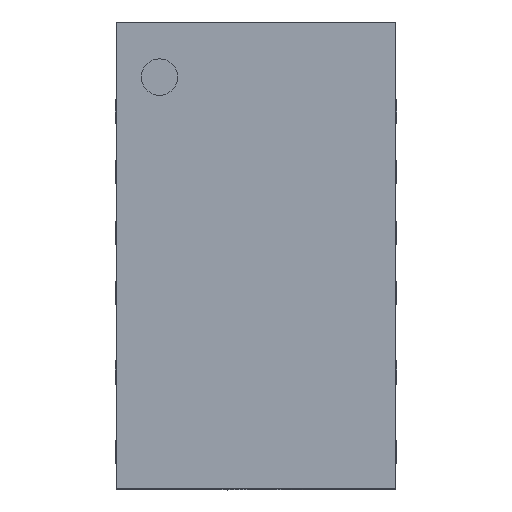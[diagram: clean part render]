
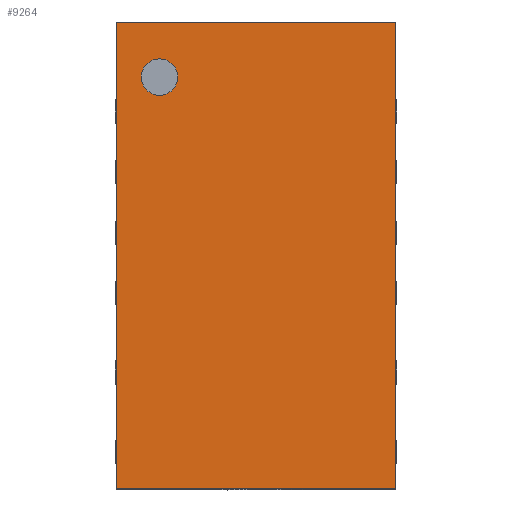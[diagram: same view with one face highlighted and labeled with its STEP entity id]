
A CAD part, top view. The second image highlights one B-rep face of the part: STEP entity #9264.
In plain terms, the highlighted planar face has unit normal (0, 0, 1).
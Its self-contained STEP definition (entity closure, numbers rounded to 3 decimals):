
#161 = VECTOR ( 'NONE', #9493, 1000. ) ;
#403 = CARTESIAN_POINT ( 'NONE',  ( -1.5, -2.5, 1.6 ) ) ;
#483 = LINE ( 'NONE', #403, #4392 ) ;
#554 = CARTESIAN_POINT ( 'NONE',  ( -1.035, 1.917, 1.6 ) ) ;
#590 = EDGE_CURVE ( 'NONE', #15336, #11001, #4144, .T. ) ;
#859 = LINE ( 'NONE', #14870, #161 ) ;
#1030 = LINE ( 'NONE', #2513, #8951 ) ;
#1612 = AXIS2_PLACEMENT_3D ( 'NONE', #7037, #15761, #3058 ) ;
#2375 = EDGE_CURVE ( 'NONE', #14603, #2571, #1030, .T. ) ;
#2513 = CARTESIAN_POINT ( 'NONE',  ( -1.5, 2.5, 1.6 ) ) ;
#2571 = VERTEX_POINT ( 'NONE', #6411 ) ;
#3058 = DIRECTION ( 'NONE',  ( 1., 0., 0. ) ) ;
#4144 = CIRCLE ( 'NONE', #7712, 0.196 ) ;
#4392 = VECTOR ( 'NONE', #17600, 1000. ) ;
#4576 = DIRECTION ( 'NONE',  ( 0., 0., 1. ) ) ;
#5094 = ORIENTED_EDGE ( 'NONE', *, *, #13994, .F. ) ;
#5261 = EDGE_CURVE ( 'NONE', #2571, #16402, #483, .T. ) ;
#5292 = DIRECTION ( 'NONE',  ( 0., -1., 0. ) ) ;
#5922 = VERTEX_POINT ( 'NONE', #8666 ) ;
#6134 = FACE_BOUND ( 'NONE', #17440, .T. ) ;
#6411 = CARTESIAN_POINT ( 'NONE',  ( -1.5, -2.5, 1.6 ) ) ;
#6802 = AXIS2_PLACEMENT_3D ( 'NONE', #9290, #7892, #8082 ) ;
#7037 = CARTESIAN_POINT ( 'NONE',  ( -1.035, 1.917, 1.6 ) ) ;
#7086 = CARTESIAN_POINT ( 'NONE',  ( -1.231, 1.917, 1.6 ) ) ;
#7712 = AXIS2_PLACEMENT_3D ( 'NONE', #554, #4576, #7716 ) ;
#7716 = DIRECTION ( 'NONE',  ( 1., 0., 0. ) ) ;
#7892 = DIRECTION ( 'NONE',  ( 0., 0., 1. ) ) ;
#8082 = DIRECTION ( 'NONE',  ( 1., 0., 0. ) ) ;
#8666 = CARTESIAN_POINT ( 'NONE',  ( 1.5, 2.5, 1.6 ) ) ;
#8951 = VECTOR ( 'NONE', #5292, 1000. ) ;
#9264 = ADVANCED_FACE ( 'NONE', ( #6134, #14934 ), #12062, .T. ) ;
#9290 = CARTESIAN_POINT ( 'NONE',  ( 0., 0., 1.6 ) ) ;
#9493 = DIRECTION ( 'NONE',  ( 0., 1., 0. ) ) ;
#10136 = CARTESIAN_POINT ( 'NONE',  ( -1.5, 2.5, 1.6 ) ) ;
#10884 = EDGE_LOOP ( 'NONE', ( #14963, #15779, #14058, #10930 ) ) ;
#10930 = ORIENTED_EDGE ( 'NONE', *, *, #5261, .T. ) ;
#11001 = VERTEX_POINT ( 'NONE', #13707 ) ;
#12006 = CARTESIAN_POINT ( 'NONE',  ( -1.5, 2.5, 1.6 ) ) ;
#12062 = PLANE ( 'NONE',  #6802 ) ;
#12211 = EDGE_CURVE ( 'NONE', #5922, #14603, #15791, .T. ) ;
#12249 = VECTOR ( 'NONE', #15957, 1000. ) ;
#13400 = ORIENTED_EDGE ( 'NONE', *, *, #590, .F. ) ;
#13578 = CARTESIAN_POINT ( 'NONE',  ( 1.5, -2.5, 1.6 ) ) ;
#13707 = CARTESIAN_POINT ( 'NONE',  ( -0.84, 1.917, 1.6 ) ) ;
#13994 = EDGE_CURVE ( 'NONE', #11001, #15336, #17563, .T. ) ;
#14058 = ORIENTED_EDGE ( 'NONE', *, *, #2375, .T. ) ;
#14603 = VERTEX_POINT ( 'NONE', #12006 ) ;
#14870 = CARTESIAN_POINT ( 'NONE',  ( 1.5, 2.5, 1.6 ) ) ;
#14934 = FACE_OUTER_BOUND ( 'NONE', #10884, .T. ) ;
#14963 = ORIENTED_EDGE ( 'NONE', *, *, #15472, .T. ) ;
#15336 = VERTEX_POINT ( 'NONE', #7086 ) ;
#15472 = EDGE_CURVE ( 'NONE', #16402, #5922, #859, .T. ) ;
#15761 = DIRECTION ( 'NONE',  ( 0., 0., 1. ) ) ;
#15779 = ORIENTED_EDGE ( 'NONE', *, *, #12211, .T. ) ;
#15791 = LINE ( 'NONE', #10136, #12249 ) ;
#15957 = DIRECTION ( 'NONE',  ( -1., 0., 0. ) ) ;
#16402 = VERTEX_POINT ( 'NONE', #13578 ) ;
#17440 = EDGE_LOOP ( 'NONE', ( #5094, #13400 ) ) ;
#17563 = CIRCLE ( 'NONE', #1612, 0.196 ) ;
#17600 = DIRECTION ( 'NONE',  ( 1., 0., 0. ) ) ;
